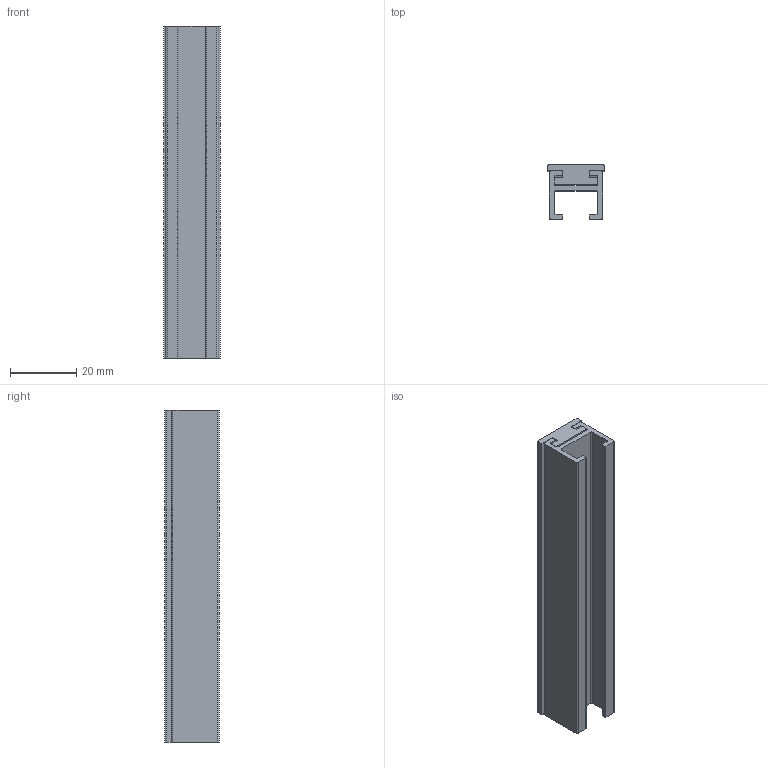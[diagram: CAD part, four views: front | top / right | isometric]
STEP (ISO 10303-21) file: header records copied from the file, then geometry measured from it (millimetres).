
FILE_DESCRIPTION (( 'STEP AP203' ), '1' );
FILE_NAME ('_N0805.step', '2013-03-25T15:40:54', ( 'NORCAN' ), ( 'Microsoft' ), 'SwSTEP 2.0', 'SolidWorks 2011', '' );
FILE_SCHEMA (( 'CONFIG_CONTROL_DESIGN' ));
Length unit declared in the file: millimetre
Products named in the file (1): _N0805
Bounding box: 17 x 16.5 x 100 mm (x, y, z)
Volume: 15255 mm3; surface area: 16296.1 mm2
Topology: 2 solids, 2 shells, 57 faces, 159 edges, 106 vertices
Faces by surface type: plane 36, cylinder 21
Entity records: 1910 total; most frequent: CARTESIAN_POINT 323, ORIENTED_EDGE 318, DIRECTION 317, EDGE_CURVE 159, LINE 117, VECTOR 117, VERTEX_POINT 106, AXIS2_PLACEMENT_3D 100
